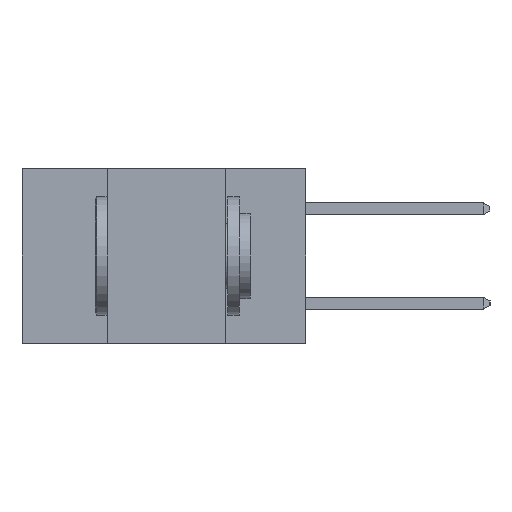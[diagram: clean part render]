
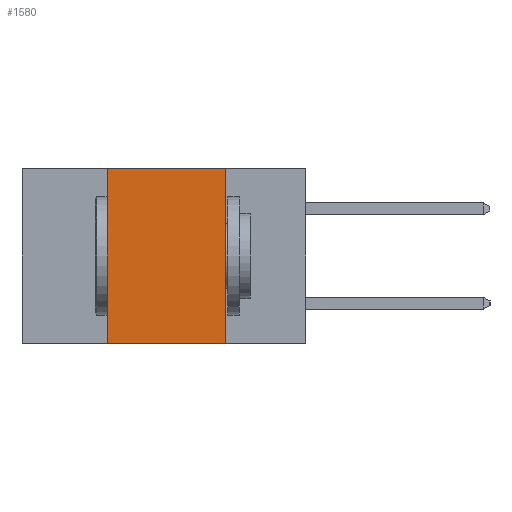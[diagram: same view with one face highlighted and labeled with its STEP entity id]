
A CAD part, left-side view. The second image highlights one B-rep face of the part: STEP entity #1580.
In plain terms, the highlighted planar face has unit normal (-1, 0, 0).
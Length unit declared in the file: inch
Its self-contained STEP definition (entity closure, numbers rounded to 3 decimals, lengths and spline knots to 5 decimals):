
#634 = CARTESIAN_POINT ( 'NONE',  ( 0., 0.42, -0.37 ) ) ;
#846 = LINE ( 'NONE', #5088, #2678 ) ;
#897 = ORIENTED_EDGE ( 'NONE', *, *, #6567, .T. ) ;
#1269 = DIRECTION ( 'NONE',  ( 0., 0., 1. ) ) ;
#1309 = CARTESIAN_POINT ( 'NONE',  ( 0., 0.42, -0.37 ) ) ;
#1580 = ADVANCED_FACE ( 'NONE', ( #8836 ), #8098, .F. ) ;
#2350 = VECTOR ( 'NONE', #5832, 39.37008 ) ;
#2573 = LINE ( 'NONE', #4550, #2350 ) ;
#2678 = VECTOR ( 'NONE', #4454, 39.37008 ) ;
#2768 = CARTESIAN_POINT ( 'NONE',  ( 0., 0.17, 0. ) ) ;
#2812 = VERTEX_POINT ( 'NONE', #5963 ) ;
#2969 = ORIENTED_EDGE ( 'NONE', *, *, #5146, .F. ) ;
#3489 = VECTOR ( 'NONE', #7570, 39.37008 ) ;
#3741 = VERTEX_POINT ( 'NONE', #634 ) ;
#4454 = DIRECTION ( 'NONE',  ( 0., -1., 0. ) ) ;
#4550 = CARTESIAN_POINT ( 'NONE',  ( 0., 0.6, 0. ) ) ;
#4876 = ORIENTED_EDGE ( 'NONE', *, *, #6362, .F. ) ;
#5088 = CARTESIAN_POINT ( 'NONE',  ( 0., 0.6, -0.37 ) ) ;
#5146 = EDGE_CURVE ( 'NONE', #3741, #5956, #8701, .T. ) ;
#5399 = LINE ( 'NONE', #6679, #3489 ) ;
#5832 = DIRECTION ( 'NONE',  ( 0., -1., 0. ) ) ;
#5956 = VERTEX_POINT ( 'NONE', #6205 ) ;
#5963 = CARTESIAN_POINT ( 'NONE',  ( 0., 0.17, -0.37 ) ) ;
#6198 = EDGE_CURVE ( 'NONE', #9188, #2812, #5399, .T. ) ;
#6205 = CARTESIAN_POINT ( 'NONE',  ( 0., 0.42, 0. ) ) ;
#6275 = EDGE_LOOP ( 'NONE', ( #6765, #4876, #2969, #897 ) ) ;
#6362 = EDGE_CURVE ( 'NONE', #5956, #9188, #2573, .T. ) ;
#6567 = EDGE_CURVE ( 'NONE', #3741, #2812, #846, .T. ) ;
#6679 = CARTESIAN_POINT ( 'NONE',  ( 0., 0.17, -0.37 ) ) ;
#6765 = ORIENTED_EDGE ( 'NONE', *, *, #6198, .F. ) ;
#7570 = DIRECTION ( 'NONE',  ( 0., 0., -1. ) ) ;
#7794 = AXIS2_PLACEMENT_3D ( 'NONE', #8265, #7952, #7913 ) ;
#7895 = VECTOR ( 'NONE', #1269, 39.37008 ) ;
#7913 = DIRECTION ( 'NONE',  ( 0., 0., -1. ) ) ;
#7952 = DIRECTION ( 'NONE',  ( 1., 0., 0. ) ) ;
#8098 = PLANE ( 'NONE',  #7794 ) ;
#8265 = CARTESIAN_POINT ( 'NONE',  ( 0., 0.6, 0. ) ) ;
#8701 = LINE ( 'NONE', #1309, #7895 ) ;
#8836 = FACE_OUTER_BOUND ( 'NONE', #6275, .T. ) ;
#9188 = VERTEX_POINT ( 'NONE', #2768 ) ;
